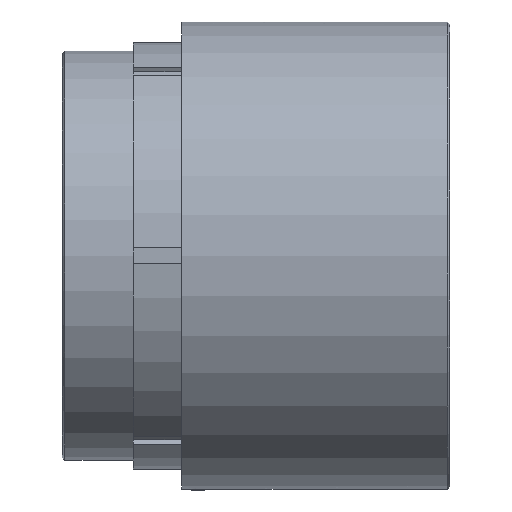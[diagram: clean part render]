
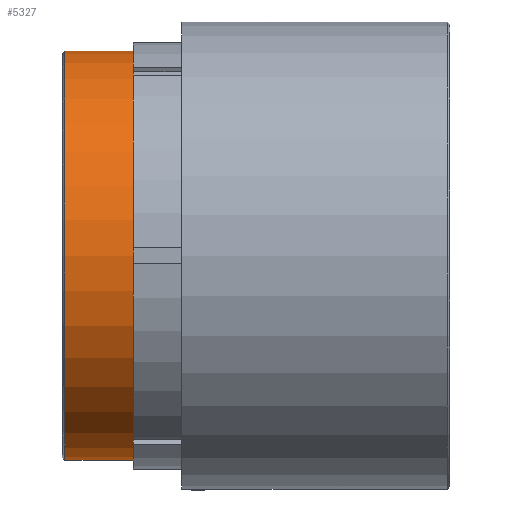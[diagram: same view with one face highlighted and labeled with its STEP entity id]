
A CAD part, left-side view. The second image highlights one B-rep face of the part: STEP entity #5327.
In plain terms, the highlighted cylindrical face has radius 60.922 mm (diameter 121.844 mm), a partial arc.
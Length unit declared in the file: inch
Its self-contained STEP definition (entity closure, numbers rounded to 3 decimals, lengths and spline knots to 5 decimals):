
#345 = FACE_OUTER_BOUND ( 'NONE', #528, .T. ) ;
#528 = EDGE_LOOP ( 'NONE', ( #5549, #580, #4447, #1751 ) ) ;
#577 = VERTEX_POINT ( 'NONE', #5611 ) ;
#580 = ORIENTED_EDGE ( 'NONE', *, *, #3118, .T. ) ;
#644 = VECTOR ( 'NONE', #2838, 39.37008 ) ;
#1196 = CARTESIAN_POINT ( 'NONE',  ( 0., 3.707, 0. ) ) ;
#1338 = CARTESIAN_POINT ( 'NONE',  ( 0., 3.707, 2.3985 ) ) ;
#1506 = DIRECTION ( 'NONE',  ( 0., -1., 0. ) ) ;
#1689 = AXIS2_PLACEMENT_3D ( 'NONE', #1196, #2613, #3051 ) ;
#1718 = CYLINDRICAL_SURFACE ( 'NONE', #1689, 2.3985 ) ;
#1751 = ORIENTED_EDGE ( 'NONE', *, *, #3821, .T. ) ;
#1879 = DIRECTION ( 'NONE',  ( 0., 1., 0. ) ) ;
#1919 = LINE ( 'NONE', #1974, #644 ) ;
#1974 = CARTESIAN_POINT ( 'NONE',  ( 0., 3.707, 2.3985 ) ) ;
#2201 = AXIS2_PLACEMENT_3D ( 'NONE', #3145, #1879, #3176 ) ;
#2378 = DIRECTION ( 'NONE',  ( 0., 0., 1. ) ) ;
#2613 = DIRECTION ( 'NONE',  ( 0., 1., 0. ) ) ;
#2838 = DIRECTION ( 'NONE',  ( 0., 1., 0. ) ) ;
#2949 = VECTOR ( 'NONE', #4353, 39.37008 ) ;
#3051 = DIRECTION ( 'NONE',  ( 0., 0., 1. ) ) ;
#3118 = EDGE_CURVE ( 'NONE', #5594, #5354, #4205, .T. ) ;
#3145 = CARTESIAN_POINT ( 'NONE',  ( 0., 3.707, 0. ) ) ;
#3176 = DIRECTION ( 'NONE',  ( 0., 0., 1. ) ) ;
#3443 = EDGE_CURVE ( 'NONE', #5354, #577, #1919, .T. ) ;
#3655 = CARTESIAN_POINT ( 'NONE',  ( 0., 4.512, 0. ) ) ;
#3685 = VERTEX_POINT ( 'NONE', #5369 ) ;
#3821 = EDGE_CURVE ( 'NONE', #577, #3685, #5192, .T. ) ;
#3830 = LINE ( 'NONE', #5589, #2949 ) ;
#4205 = CIRCLE ( 'NONE', #2201, 2.3985 ) ;
#4353 = DIRECTION ( 'NONE',  ( 0., 1., 0. ) ) ;
#4447 = ORIENTED_EDGE ( 'NONE', *, *, #3443, .T. ) ;
#4478 = CARTESIAN_POINT ( 'NONE',  ( 0., 3.707, -2.3985 ) ) ;
#4558 = EDGE_CURVE ( 'NONE', #5594, #3685, #3830, .T. ) ;
#4831 = AXIS2_PLACEMENT_3D ( 'NONE', #3655, #1506, #2378 ) ;
#5192 = CIRCLE ( 'NONE', #4831, 2.3985 ) ;
#5327 = ADVANCED_FACE ( 'NONE', ( #345 ), #1718, .T. ) ;
#5354 = VERTEX_POINT ( 'NONE', #1338 ) ;
#5369 = CARTESIAN_POINT ( 'NONE',  ( 0., 4.512, -2.3985 ) ) ;
#5549 = ORIENTED_EDGE ( 'NONE', *, *, #4558, .F. ) ;
#5589 = CARTESIAN_POINT ( 'NONE',  ( 0., 3.707, -2.3985 ) ) ;
#5594 = VERTEX_POINT ( 'NONE', #4478 ) ;
#5611 = CARTESIAN_POINT ( 'NONE',  ( 0., 4.512, 2.3985 ) ) ;
